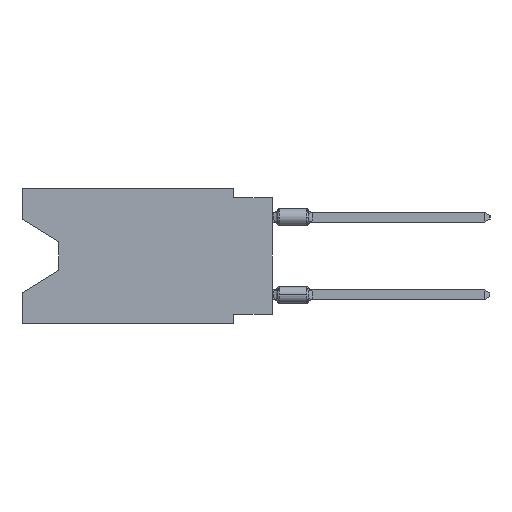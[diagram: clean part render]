
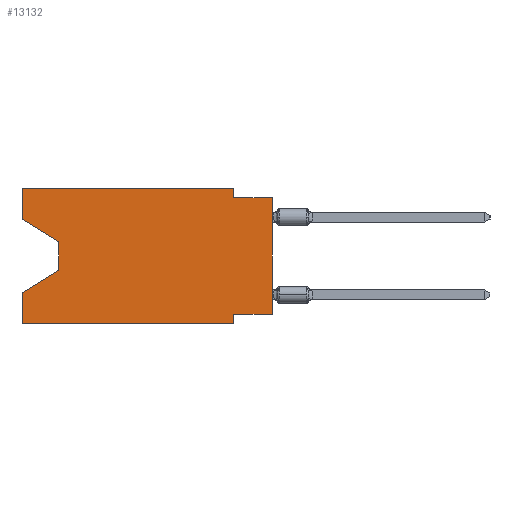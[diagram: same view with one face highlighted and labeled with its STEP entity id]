
A CAD part, left-side view. The second image highlights one B-rep face of the part: STEP entity #13132.
In plain terms, the highlighted planar face has unit normal (-1, 0, 0).
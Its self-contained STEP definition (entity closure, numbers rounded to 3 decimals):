
#130 = VECTOR ( 'NONE', #18458, 1000. ) ;
#928 = LINE ( 'NONE', #12219, #12342 ) ;
#1470 = DIRECTION ( 'NONE',  ( 0., -1., 0. ) ) ;
#1653 = ORIENTED_EDGE ( 'NONE', *, *, #12032, .T. ) ;
#2480 = ORIENTED_EDGE ( 'NONE', *, *, #20644, .F. ) ;
#2565 = VECTOR ( 'NONE', #23203, 1000. ) ;
#2627 = CARTESIAN_POINT ( 'NONE',  ( 0., 0., -0.635 ) ) ;
#2725 = DIRECTION ( 'NONE',  ( 0., 0., 1. ) ) ;
#2889 = LINE ( 'NONE', #4575, #8327 ) ;
#3289 = EDGE_CURVE ( 'NONE', #5074, #10760, #928, .T. ) ;
#4005 = EDGE_CURVE ( 'NONE', #15898, #9607, #22697, .T. ) ;
#4012 = CARTESIAN_POINT ( 'NONE',  ( 0., 0., -8.255 ) ) ;
#4080 = VERTEX_POINT ( 'NONE', #24934 ) ;
#4373 = CARTESIAN_POINT ( 'NONE',  ( 0., 16.383, 0. ) ) ;
#4575 = CARTESIAN_POINT ( 'NONE',  ( 0., 2.54, 0. ) ) ;
#4650 = VECTOR ( 'NONE', #11824, 1000. ) ;
#5074 = VERTEX_POINT ( 'NONE', #10749 ) ;
#5396 = VERTEX_POINT ( 'NONE', #14548 ) ;
#5408 = VERTEX_POINT ( 'NONE', #18635 ) ;
#6553 = VECTOR ( 'NONE', #20673, 1000. ) ;
#7357 = ORIENTED_EDGE ( 'NONE', *, *, #14090, .T. ) ;
#7396 = CARTESIAN_POINT ( 'NONE',  ( 0., 13.97, -5.385 ) ) ;
#7691 = LINE ( 'NONE', #7824, #6553 ) ;
#7824 = CARTESIAN_POINT ( 'NONE',  ( 0., 16.383, 0. ) ) ;
#8084 = EDGE_CURVE ( 'NONE', #9607, #10651, #2889, .T. ) ;
#8327 = VECTOR ( 'NONE', #13193, 1000. ) ;
#8977 = EDGE_CURVE ( 'NONE', #5408, #23970, #27420, .T. ) ;
#9589 = DIRECTION ( 'NONE',  ( 0., 0., -1. ) ) ;
#9607 = VERTEX_POINT ( 'NONE', #24560 ) ;
#10099 = CARTESIAN_POINT ( 'NONE',  ( 0., 2.54, -8.89 ) ) ;
#10359 = VECTOR ( 'NONE', #25300, 1000. ) ;
#10464 = DIRECTION ( 'NONE',  ( 0., 0., -1. ) ) ;
#10550 = ORIENTED_EDGE ( 'NONE', *, *, #14314, .T. ) ;
#10592 = FACE_OUTER_BOUND ( 'NONE', #17512, .T. ) ;
#10651 = VERTEX_POINT ( 'NONE', #13237 ) ;
#10749 = CARTESIAN_POINT ( 'NONE',  ( 0., 16.383, -8.89 ) ) ;
#10760 = VERTEX_POINT ( 'NONE', #26751 ) ;
#11038 = VECTOR ( 'NONE', #1470, 1000. ) ;
#11265 = CARTESIAN_POINT ( 'NONE',  ( 0., 16.383, -2.038 ) ) ;
#11331 = VERTEX_POINT ( 'NONE', #25387 ) ;
#11824 = DIRECTION ( 'NONE',  ( 0., -0.855, -0.519 ) ) ;
#11944 = CARTESIAN_POINT ( 'NONE',  ( 0., 13.97, -5.385 ) ) ;
#12032 = EDGE_CURVE ( 'NONE', #5396, #4080, #17883, .T. ) ;
#12219 = CARTESIAN_POINT ( 'NONE',  ( 0., 16.383, 0. ) ) ;
#12336 = ORIENTED_EDGE ( 'NONE', *, *, #3289, .F. ) ;
#12342 = VECTOR ( 'NONE', #18144, 1000. ) ;
#12346 = LINE ( 'NONE', #14191, #11038 ) ;
#12808 = CARTESIAN_POINT ( 'NONE',  ( 0., 0., -8.255 ) ) ;
#12919 = VECTOR ( 'NONE', #24352, 1000. ) ;
#13003 = ORIENTED_EDGE ( 'NONE', *, *, #8084, .F. ) ;
#13132 = ADVANCED_FACE ( 'NONE', ( #10592 ), #25392, .F. ) ;
#13193 = DIRECTION ( 'NONE',  ( 0., 0., -1. ) ) ;
#13237 = CARTESIAN_POINT ( 'NONE',  ( 0., 2.54, -0.635 ) ) ;
#13507 = LINE ( 'NONE', #13792, #12919 ) ;
#13792 = CARTESIAN_POINT ( 'NONE',  ( 0., 13.97, -3.505 ) ) ;
#13938 = LINE ( 'NONE', #2627, #20730 ) ;
#14090 = EDGE_CURVE ( 'NONE', #5074, #23970, #12346, .T. ) ;
#14191 = CARTESIAN_POINT ( 'NONE',  ( 0., 16.383, -8.89 ) ) ;
#14314 = EDGE_CURVE ( 'NONE', #24039, #11331, #21908, .T. ) ;
#14548 = CARTESIAN_POINT ( 'NONE',  ( 0., 16.383, -2.038 ) ) ;
#14756 = VECTOR ( 'NONE', #9589, 1000. ) ;
#15045 = AXIS2_PLACEMENT_3D ( 'NONE', #19072, #25526, #10464 ) ;
#15315 = EDGE_CURVE ( 'NONE', #5396, #15898, #7691, .T. ) ;
#15410 = ORIENTED_EDGE ( 'NONE', *, *, #16630, .T. ) ;
#15898 = VERTEX_POINT ( 'NONE', #4373 ) ;
#16454 = EDGE_CURVE ( 'NONE', #4080, #21066, #13507, .T. ) ;
#16630 = EDGE_CURVE ( 'NONE', #21066, #10760, #20946, .T. ) ;
#17512 = EDGE_LOOP ( 'NONE', ( #1653, #20067, #15410, #12336, #7357, #22954, #21597, #10550, #2480, #13003, #21616, #24284 ) ) ;
#17802 = VECTOR ( 'NONE', #2725, 1000. ) ;
#17883 = LINE ( 'NONE', #11265, #4650 ) ;
#18144 = DIRECTION ( 'NONE',  ( 0., 0., 1. ) ) ;
#18458 = DIRECTION ( 'NONE',  ( 0., -1., 0. ) ) ;
#18635 = CARTESIAN_POINT ( 'NONE',  ( 0., 2.54, -8.255 ) ) ;
#18728 = CARTESIAN_POINT ( 'NONE',  ( 0., 16.383, 0. ) ) ;
#19072 = CARTESIAN_POINT ( 'NONE',  ( 0., 16.383, 0. ) ) ;
#19952 = CARTESIAN_POINT ( 'NONE',  ( 0., 0., 0. ) ) ;
#20067 = ORIENTED_EDGE ( 'NONE', *, *, #16454, .T. ) ;
#20644 = EDGE_CURVE ( 'NONE', #10651, #11331, #13938, .T. ) ;
#20673 = DIRECTION ( 'NONE',  ( 0., 0., 1. ) ) ;
#20730 = VECTOR ( 'NONE', #22527, 1000. ) ;
#20946 = LINE ( 'NONE', #11944, #2565 ) ;
#21066 = VERTEX_POINT ( 'NONE', #7396 ) ;
#21597 = ORIENTED_EDGE ( 'NONE', *, *, #23214, .F. ) ;
#21616 = ORIENTED_EDGE ( 'NONE', *, *, #4005, .F. ) ;
#21908 = LINE ( 'NONE', #19952, #17802 ) ;
#22527 = DIRECTION ( 'NONE',  ( 0., -1., 0. ) ) ;
#22697 = LINE ( 'NONE', #18728, #130 ) ;
#22954 = ORIENTED_EDGE ( 'NONE', *, *, #8977, .F. ) ;
#23203 = DIRECTION ( 'NONE',  ( 0., 0.855, -0.519 ) ) ;
#23214 = EDGE_CURVE ( 'NONE', #24039, #5408, #25714, .T. ) ;
#23786 = CARTESIAN_POINT ( 'NONE',  ( 0., 2.54, -8.89 ) ) ;
#23970 = VERTEX_POINT ( 'NONE', #23786 ) ;
#24039 = VERTEX_POINT ( 'NONE', #12808 ) ;
#24284 = ORIENTED_EDGE ( 'NONE', *, *, #15315, .F. ) ;
#24352 = DIRECTION ( 'NONE',  ( 0., 0., -1. ) ) ;
#24560 = CARTESIAN_POINT ( 'NONE',  ( 0., 2.54, 0. ) ) ;
#24934 = CARTESIAN_POINT ( 'NONE',  ( 0., 13.97, -3.505 ) ) ;
#25300 = DIRECTION ( 'NONE',  ( 0., 1., 0. ) ) ;
#25387 = CARTESIAN_POINT ( 'NONE',  ( 0., 0., -0.635 ) ) ;
#25392 = PLANE ( 'NONE',  #15045 ) ;
#25526 = DIRECTION ( 'NONE',  ( 1., 0., 0. ) ) ;
#25714 = LINE ( 'NONE', #4012, #10359 ) ;
#26751 = CARTESIAN_POINT ( 'NONE',  ( 0., 16.383, -6.852 ) ) ;
#27420 = LINE ( 'NONE', #10099, #14756 ) ;
